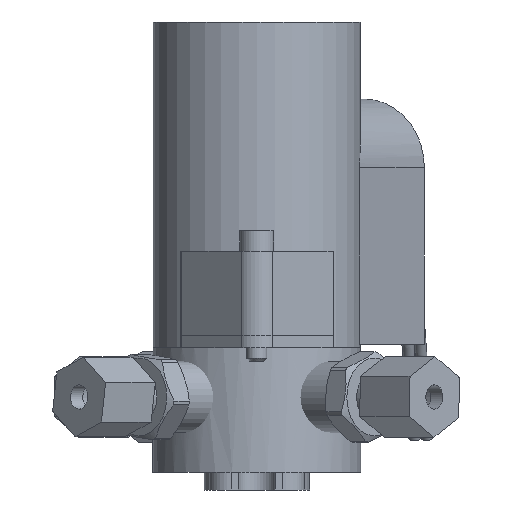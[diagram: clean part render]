
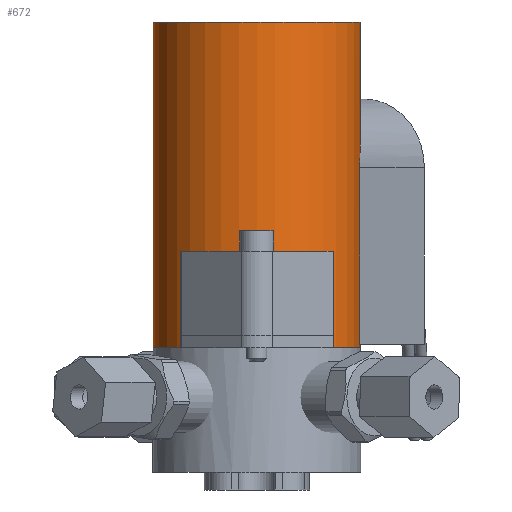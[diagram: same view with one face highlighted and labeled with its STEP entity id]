
A CAD part, left-side view. The second image highlights one B-rep face of the part: STEP entity #672.
In plain terms, the highlighted cylindrical face has radius 14.15 mm (diameter 28.3 mm), a full revolution.
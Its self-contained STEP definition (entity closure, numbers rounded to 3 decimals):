
#585=CARTESIAN_POINT('',(14.15,0.,61.5));
#586=VERTEX_POINT('',#585);
#587=CARTESIAN_POINT('',(0.0,0.0,61.5));
#588=DIRECTION('',(0.0,0.0,-1.0));
#589=DIRECTION('',(-1.0,0.0,0.0));
#590=AXIS2_PLACEMENT_3D('',#587,#588,#589);
#591=CIRCLE('',#590,14.15);
#592=EDGE_CURVE('',#586,#586,#591,.T.);
#597=CARTESIAN_POINT('',(0.0,0.0,17.0));
#598=DIRECTION('',(0.0,0.0,1.0));
#599=DIRECTION('',(-1.0,0.0,0.0));
#600=AXIS2_PLACEMENT_3D('',#597,#598,#599);
#601=CYLINDRICAL_SURFACE('',#600,14.15);
#602=CARTESIAN_POINT('',(14.15,0.,17.0));
#603=VERTEX_POINT('',#602);
#604=CARTESIAN_POINT('',(0.0,0.0,17.0));
#605=DIRECTION('',(0.0,0.0,-1.0));
#606=DIRECTION('',(-1.0,0.0,0.0));
#607=AXIS2_PLACEMENT_3D('',#604,#605,#606);
#608=CIRCLE('',#607,14.15);
#609=EDGE_CURVE('',#603,#603,#608,.T.);
#610=ORIENTED_EDGE('',*,*,#609,.F.);
#611=EDGE_LOOP('',(#610));
#612=FACE_OUTER_BOUND('',#611,.T.);
#613=ORIENTED_EDGE('',*,*,#592,.T.);
#614=EDGE_LOOP('',(#613));
#615=FACE_BOUND('',#614,.T.);
#616=CARTESIAN_POINT('',(14.06,-1.598,41.6));
#617=VERTEX_POINT('',#616);
#618=CARTESIAN_POINT('',(14.06,-1.598,17.5));
#619=VERTEX_POINT('',#618);
#620=CARTESIAN_POINT('',(14.06,-1.598,41.6));
#621=DIRECTION('',(0.0,0.0,-1.0));
#622=VECTOR('',#621,24.1);
#623=LINE('',#620,#622);
#624=EDGE_CURVE('',#617,#619,#623,.T.);
#625=ORIENTED_EDGE('',*,*,#624,.T.);
#626=CARTESIAN_POINT('',(-1.798,-14.035,17.5));
#627=VERTEX_POINT('',#626);
#628=CARTESIAN_POINT('',(0.0,0.0,17.5));
#629=DIRECTION('',(0.0,0.0,-1.0));
#630=DIRECTION('',(-1.0,0.0,0.0));
#631=AXIS2_PLACEMENT_3D('',#628,#629,#630);
#632=CIRCLE('',#631,14.15);
#633=EDGE_CURVE('',#619,#627,#632,.T.);
#634=ORIENTED_EDGE('',*,*,#633,.T.);
#635=CARTESIAN_POINT('',(-1.798,-14.035,41.6));
#636=VERTEX_POINT('',#635);
#637=CARTESIAN_POINT('',(-1.798,-14.035,17.5));
#638=DIRECTION('',(0.0,0.0,1.0));
#639=VECTOR('',#638,24.1);
#640=LINE('',#637,#639);
#641=EDGE_CURVE('',#627,#636,#640,.T.);
#642=ORIENTED_EDGE('',*,*,#641,.T.);
#643=CARTESIAN_POINT('',(-1.798,-14.035,41.6));
#644=CARTESIAN_POINT('',(-1.798,-14.035,42.151));
#645=CARTESIAN_POINT('',(-1.672,-14.052,42.674));
#646=CARTESIAN_POINT('',(-1.255,-14.096,43.676));
#647=CARTESIAN_POINT('',(-0.964,-14.121,44.155));
#648=CARTESIAN_POINT('',(0.051,-14.166,45.53));
#649=CARTESIAN_POINT('',(0.913,-14.146,46.368));
#650=CARTESIAN_POINT('',(2.655,-13.928,47.834));
#651=CARTESIAN_POINT('',(3.698,-13.704,48.574));
#652=CARTESIAN_POINT('',(5.806,-12.952,49.802));
#653=CARTESIAN_POINT('',(6.873,-12.422,50.288));
#654=CARTESIAN_POINT('',(8.569,-11.295,50.814));
#655=CARTESIAN_POINT('',(9.342,-10.673,50.958));
#656=CARTESIAN_POINT('',(10.727,-9.28,50.941));
#657=CARTESIAN_POINT('',(11.34,-8.509,50.778));
#658=CARTESIAN_POINT('',(12.31,-7.035,50.209));
#659=CARTESIAN_POINT('',(12.732,-6.227,49.758));
#660=CARTESIAN_POINT('',(13.363,-4.724,48.586));
#661=CARTESIAN_POINT('',(13.576,-4.031,47.866));
#662=CARTESIAN_POINT('',(13.856,-2.928,46.369));
#663=CARTESIAN_POINT('',(13.944,-2.431,45.47));
#664=CARTESIAN_POINT('',(14.044,-1.764,43.558));
#665=CARTESIAN_POINT('',(14.06,-1.598,42.544));
#666=CARTESIAN_POINT('',(14.06,-1.598,41.6));
#667=B_SPLINE_CURVE_WITH_KNOTS('',3,(#643,#644,#645,#646,#647,#648,#649,#650,#651,#652,#653,#654,#655,#656,#657,#658,#659,#660,#661,#662,#663,#664,#665,#666),.UNSPECIFIED.,.F.,.U.,(4,2,2,2,2,2,2,2,2,2,2,4),(-3.052,-2.886,-2.721,-2.39,-2.035,-1.679,-1.404,-1.128,-0.847,-0.567,-0.283,0.0),.UNSPECIFIED.);
#668=EDGE_CURVE('',#636,#617,#667,.T.);
#669=ORIENTED_EDGE('',*,*,#668,.T.);
#670=EDGE_LOOP('',(#625,#634,#642,#669));
#671=FACE_BOUND('',#670,.T.);
#672=ADVANCED_FACE('',(#612,#615,#671),#601,.T.);
